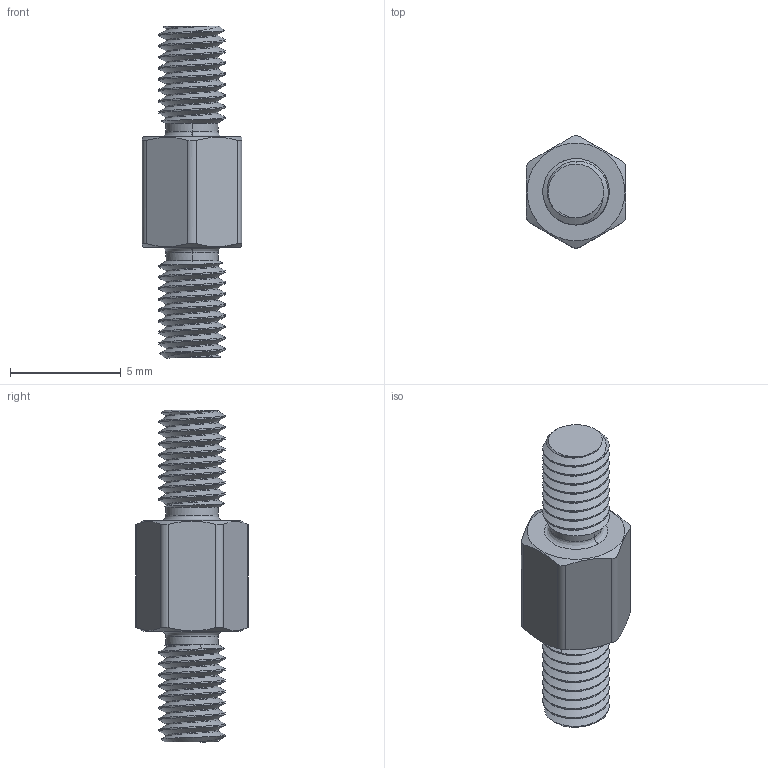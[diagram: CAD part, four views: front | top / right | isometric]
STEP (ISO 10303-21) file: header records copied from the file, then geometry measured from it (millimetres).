
FILE_DESCRIPTION(/* description */ (''),/* implementation_level */ '2;1');
FILE_NAME(/* name */ 'Standoff M3 M-M H 5mm',/* time_stamp */ '2023-07-23T10:59:34+02:00',/* author */ (''),/* organization */ (''),/* preprocessor_version */ 'ST-DEVELOPER v16.5',/* originating_system */ '',/* authorisation */ '');
FILE_SCHEMA (('AUTOMOTIVE_DESIGN'));
Length unit declared in the file: millimetre
Products named in the file (1): Document
Bounding box: 4.5 x 5.08 x 15 mm (x, y, z)
Volume: 141.1 mm3; surface area: 247 mm2
Topology: 1 solids, 1 shells, 78 faces, 208 edges, 134 vertices
Faces by surface type: cylinder 44, bspline 24, plane 10
Entity records: 4984 total; most frequent: CARTESIAN_POINT 3688, ORIENTED_EDGE 416, EDGE_CURVE 208, VERTEX_POINT 134, B_SPLINE_CURVE_WITH_KNOTS 104, EDGE_LOOP 80, ADVANCED_FACE 78, FACE_OUTER_BOUND 78
